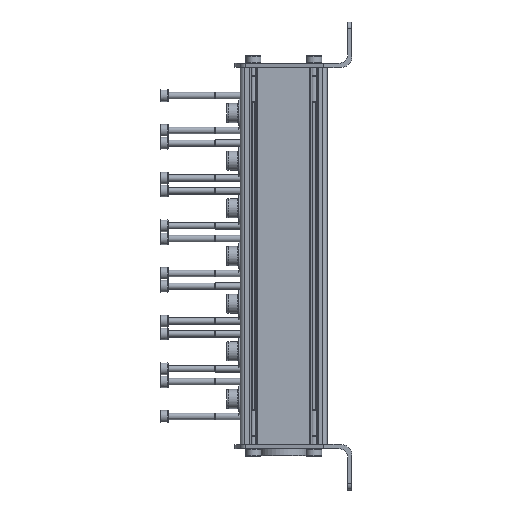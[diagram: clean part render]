
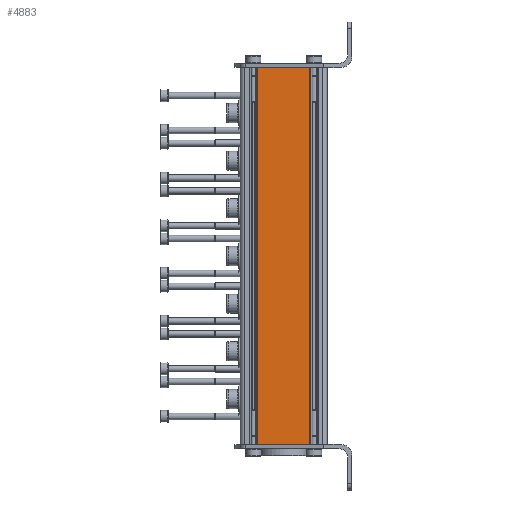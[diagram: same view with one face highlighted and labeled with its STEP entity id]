
A CAD part, left-side view. The second image highlights one B-rep face of the part: STEP entity #4883.
In plain terms, the highlighted planar face has unit normal (-1, 0, 0).
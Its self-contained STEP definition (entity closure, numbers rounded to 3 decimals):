
#360=LINE('',#8022,#680);
#361=LINE('',#8024,#681);
#362=LINE('',#8026,#682);
#363=LINE('',#8028,#683);
#680=VECTOR('',#6288,1000.);
#681=VECTOR('',#6291,1000.);
#682=VECTOR('',#6292,1000.);
#683=VECTOR('',#6293,1000.);
#904=PLANE('',#5357);
#1597=ORIENTED_EDGE('',*,*,#2824,.F.);
#1598=ORIENTED_EDGE('',*,*,#2823,.F.);
#1599=ORIENTED_EDGE('',*,*,#2825,.T.);
#1600=ORIENTED_EDGE('',*,*,#2826,.T.);
#2823=EDGE_CURVE('',#3404,#3403,#360,.T.);
#2824=EDGE_CURVE('',#3403,#3405,#361,.T.);
#2825=EDGE_CURVE('',#3404,#3406,#362,.T.);
#2826=EDGE_CURVE('',#3406,#3405,#363,.T.);
#3403=VERTEX_POINT('',#8019);
#3404=VERTEX_POINT('',#8021);
#3405=VERTEX_POINT('',#8025);
#3406=VERTEX_POINT('',#8027);
#3849=EDGE_LOOP('',(#1597,#1598,#1599,#1600));
#4311=FACE_BOUND('',#3849,.T.);
#4883=ADVANCED_FACE('',(#4311),#904,.T.);
#5357=AXIS2_PLACEMENT_3D('',#8023,#6289,#6290);
#6288=DIRECTION('',(0.,0.,1.));
#6289=DIRECTION('',(-1.,0.,0.));
#6290=DIRECTION('',(0.,0.,1.));
#6291=DIRECTION('',(0.,-1.,0.));
#6292=DIRECTION('',(0.,-1.,0.));
#6293=DIRECTION('',(0.,0.,1.));
#8019=CARTESIAN_POINT('',(-11.5,11.979,0.));
#8021=CARTESIAN_POINT('',(-11.5,11.979,-174.));
#8022=CARTESIAN_POINT('',(-11.5,11.979,-174.));
#8023=CARTESIAN_POINT('',(-11.5,11.979,-174.));
#8024=CARTESIAN_POINT('',(-11.5,11.979,0.));
#8025=CARTESIAN_POINT('',(-11.5,-11.979,0.));
#8026=CARTESIAN_POINT('',(-11.5,11.979,-174.));
#8027=CARTESIAN_POINT('',(-11.5,-11.979,-174.));
#8028=CARTESIAN_POINT('',(-11.5,-11.979,-174.));
